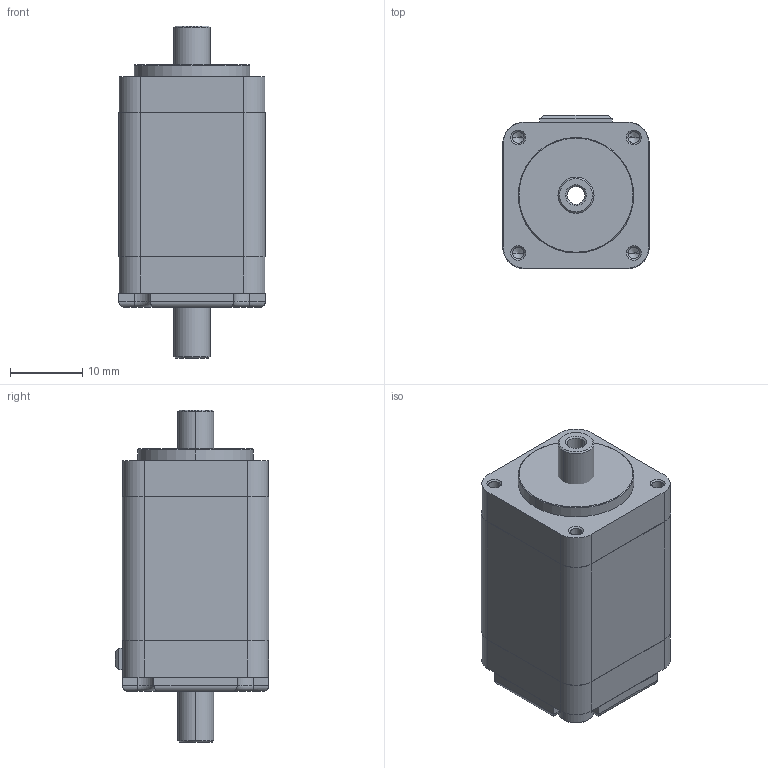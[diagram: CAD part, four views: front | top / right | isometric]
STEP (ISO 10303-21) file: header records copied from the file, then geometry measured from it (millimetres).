
FILE_DESCRIPTION (( 'STEP AP214' ), '1' );
FILE_NAME ('NEMA 8 Hollow Shaft Stepper Motor.STEP', '2021-11-29T16:52:27', ( '' ), ( '' ), 'SwSTEP 2.0', 'SolidWorks 2021', '' );
FILE_SCHEMA (( 'AUTOMOTIVE_DESIGN' ));
Length unit declared in the file: millimetre
Products named in the file (1): NEMA 8 Hollow Shaft Stepper Motor
Bounding box: 20.3 x 21.3 x 46 mm (x, y, z)
Volume: 13540.6 mm3; surface area: 5506.7 mm2
Topology: 4 solids, 4 shells, 143 faces, 334 edges, 194 vertices
Faces by surface type: cylinder 54, plane 43, cone 42, torus 4
Entity records: 4248 total; most frequent: DIRECTION 720, CARTESIAN_POINT 680, ORIENTED_EDGE 636, EDGE_CURVE 318, AXIS2_PLACEMENT_3D 266, VERTEX_POINT 194, LINE 188, VECTOR 188
